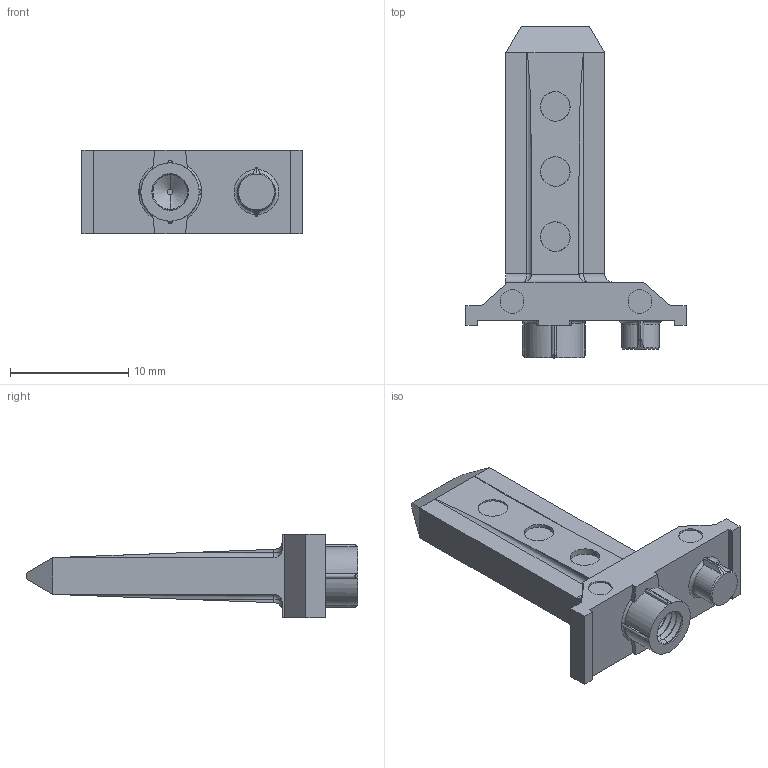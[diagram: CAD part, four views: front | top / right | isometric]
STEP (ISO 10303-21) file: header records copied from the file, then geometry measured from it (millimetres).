
FILE_DESCRIPTION (( 'STEP AP214' ), '1' );
FILE_NAME ('EGBM-VT-2-25.3-20.STEP', '2017-07-26T12:33:14', ( '' ), ( '' ), 'SwSTEP 2.0', 'SolidWorks 2014', '' );
FILE_SCHEMA (( 'AUTOMOTIVE_DESIGN' ));
Length unit declared in the file: millimetre
Products named in the file (1): EGBM-VT-2-25.3-20
Bounding box: 18.6 x 28.05 x 7.05 mm (x, y, z)
Volume: 989.1 mm3; surface area: 1042.4 mm2
Topology: 1 solids, 1 shells, 154 faces, 379 edges, 230 vertices
Faces by surface type: plane 58, cone 47, cylinder 39, torus 6, bspline 4
Entity records: 6434 total; most frequent: CARTESIAN_POINT 1189, ORIENTED_EDGE 750, DIRECTION 713, EDGE_CURVE 375, AXIS2_PLACEMENT_3D 252, VERTEX_POINT 230, LINE 209, VECTOR 209
